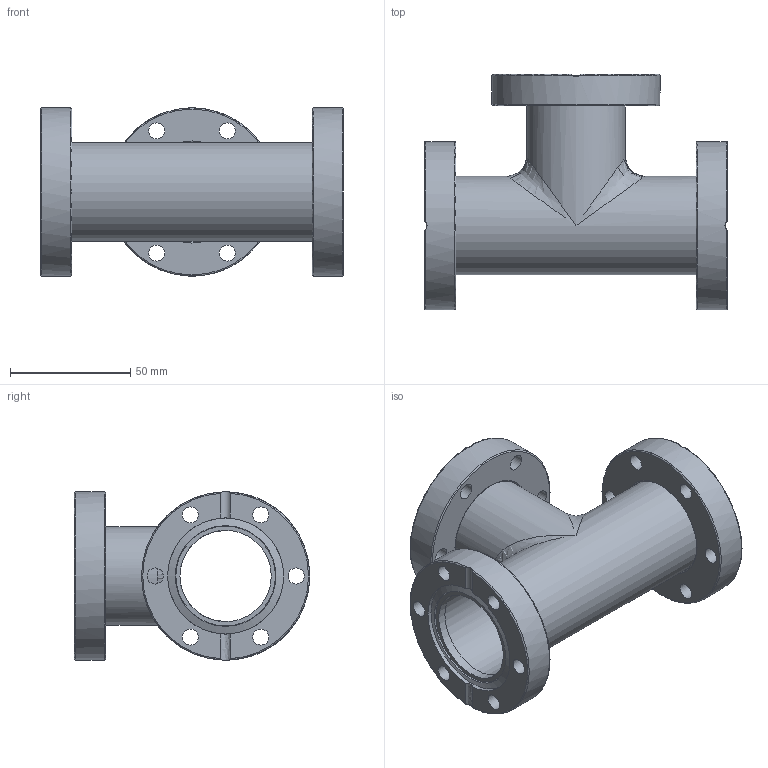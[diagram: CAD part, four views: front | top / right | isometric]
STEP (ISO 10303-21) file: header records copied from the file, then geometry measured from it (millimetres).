
FILE_DESCRIPTION((''),'2;1');
FILE_NAME('TE38-304.stp','2009-04-23T16:02:31',('hasers'),(''),'Autodesk Inventor 2008','Autodesk Inventor 2008','');
FILE_SCHEMA(('AUTOMOTIVE_DESIGN { 1 0 10303 214 1 1 1 1 }'));
Length unit declared in the file: millimetre
Products named in the file (3): TE38-304; Rohre [Subject [Summary]=T-Collar][Keywords [Summary]=1.4404][Title [Summary]=TEE38-CF]; CF-07 [Keywords [Summary]=1.4301][Company [Summary]=Vacom][Title [Summary]=F35B41]
Assembly tree (4 placements, depth 2):
  TE38-304
    Rohre [Subject [Summary]=T-Collar][Keywords [Summary]=1.4404][Title [Summary]=TEE38-CF]
    CF-07 [Keywords [Summary]=1.4301][Company [Summary]=Vacom][Title [Summary]=F35B41]  x3
Bounding box: 126 x 98 x 70 mm (x, y, z)
Volume: 116993.7 mm3; surface area: 71077.6 mm2
Topology: 4 solids, 4 shells, 80 faces, 220 edges, 142 vertices
Faces by surface type: bspline 25, cylinder 19, plane 18, torus 12, cone 6
Full cylindrical faces by diameter (mm): 38 x5, 41 x2, 41.5 x3, 48.3 x3, 70 x3
Entity records: 2004 total; most frequent: CARTESIAN_POINT 1226, DIRECTION 148, ORIENTED_EDGE 108, AXIS2_PLACEMENT_3D 72, EDGE_LOOP 72, EDGE_CURVE 54, VERTEX_POINT 44, FACE_BOUND 38
